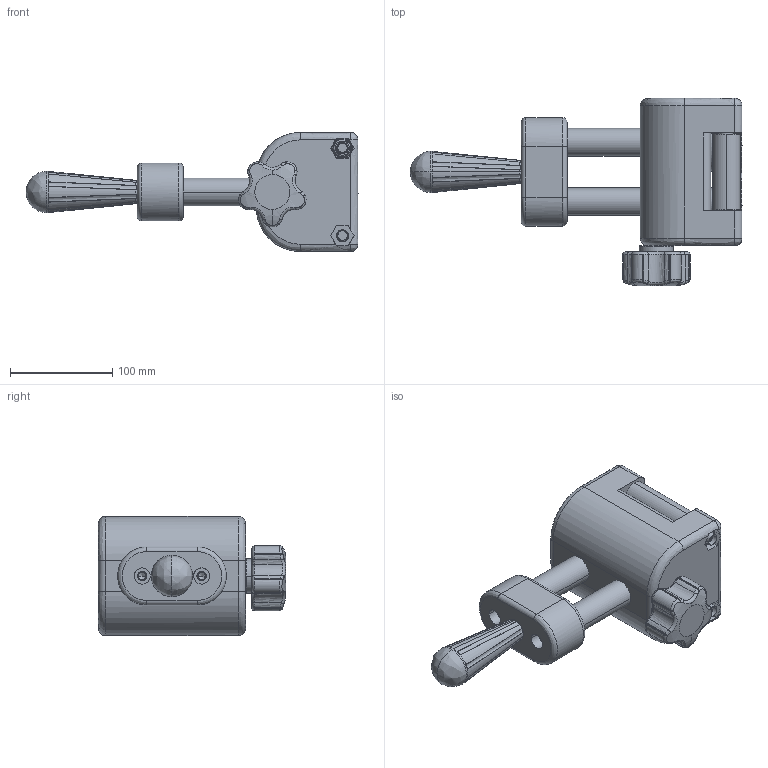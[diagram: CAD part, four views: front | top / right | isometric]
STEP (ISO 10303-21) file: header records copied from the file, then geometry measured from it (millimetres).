
FILE_DESCRIPTION(('FreeCAD Model'),'2;1');
FILE_NAME('Open CASCADE Shape Model','2025-05-03T17:03:02',('FreeCAD'),( 'FreeCAD'),'Open CASCADE STEP processor 7.6','FreeCAD','Unknown');
FILE_SCHEMA(('AUTOMOTIVE_DESIGN { 1 0 10303 214 1 1 1 1 }'));
Products named in the file (1): Open CASCADE STEP translator 7.6 1
Bounding box: 324.53 x 183.13 x 116.36 mm (x, y, z)
Volume: 1803155.6 mm3; surface area: 311725.5 mm2
Topology: 24 solids, 31 shells, 2246 faces, 6224 edges, 4063 vertices
Faces by surface type: bspline 2246
Entity records: 143158 total; most frequent: CARTESIAN_POINT 108120, ORIENTED_EDGE 12260, EDGE_CURVE 6144, B_SPLINE_CURVE_WITH_KNOTS 4504, VERTEX_POINT 3987, FACE_BOUND 2327, EDGE_LOOP 2327, ADVANCED_FACE 2246
